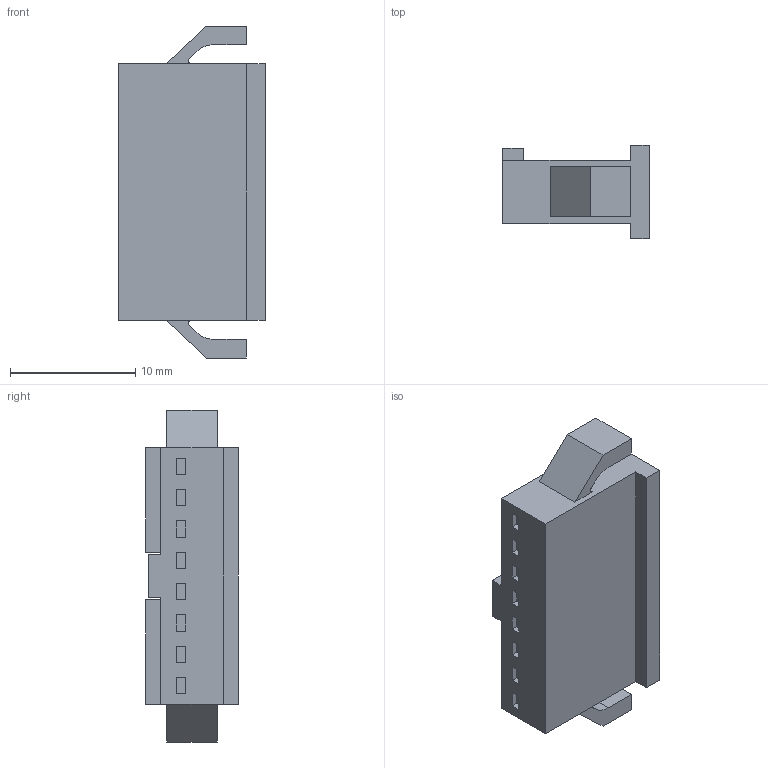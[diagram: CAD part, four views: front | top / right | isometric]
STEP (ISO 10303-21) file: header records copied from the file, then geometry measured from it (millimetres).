
FILE_DESCRIPTION (( 'STEP AP214' ), '1' );
FILE_NAME ('SMP-08V-BC.STEP', '2014-02-03T02:59:57', ( 'JSTOEC' ), ( '' ), 'SwSTEP 2.0', 'SolidWorks 2005235', '' );
FILE_SCHEMA (( 'AUTOMOTIVE_DESIGN' ));
Length unit declared in the file: millimetre
Products named in the file (1): SMP-08V-BC
Bounding box: 11.7 x 7.4 x 26.5 mm (x, y, z)
Volume: 1309.8 mm3; surface area: 1102.2 mm2
Topology: 1 solids, 1 shells, 116 faces, 288 edges, 192 vertices
Faces by surface type: plane 112, cylinder 4
Entity records: 3403 total; most frequent: CARTESIAN_POINT 597, ORIENTED_EDGE 576, DIRECTION 530, EDGE_CURVE 288, VECTOR 280, LINE 280, VERTEX_POINT 192, EDGE_LOOP 134
